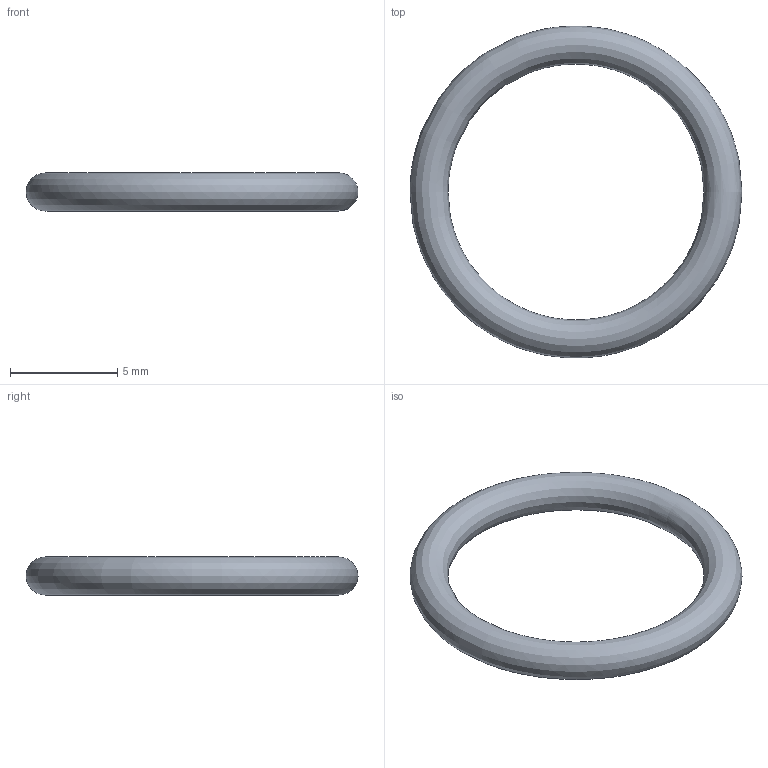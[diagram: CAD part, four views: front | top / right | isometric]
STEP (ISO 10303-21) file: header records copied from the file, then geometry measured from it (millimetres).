
FILE_DESCRIPTION ((), '1');
FILE_NAME ('11281 - Oring.STP', '2024-04-18T15:13:42', ('Unknown'), ('Global Precision'), 'OneCNC-XR7 Mill 3D Expert', 'OneCNC-XR7 Mill 3D Expert', '');
FILE_SCHEMA (('CONFIG_CONTROL_DESIGN'));
Length unit declared in the file: millimetre
Bounding box: 15.5 x 15.5 x 1.78 mm (x, y, z)
Volume: 107.7 mm3; surface area: 241.9 mm2
Topology: 1 solids, 1 shells, 1 faces, 2 edges, 1 vertices
Faces by surface type: bspline 1
Entity records: 205 total; most frequent: CARTESIAN_POINT 100, PERSON 8, ORGANIZATION 8, PERSON_AND_ORGANIZATION 8, PERSON_AND_ORGANIZATION_ROLE 5, CC_DESIGN_PERSON_AND_ORGANIZATION_ASSIGNMENT 5, CALENDAR_DATE 5, COORDINATED_UNIVERSAL_TIME_OFFSET 5
